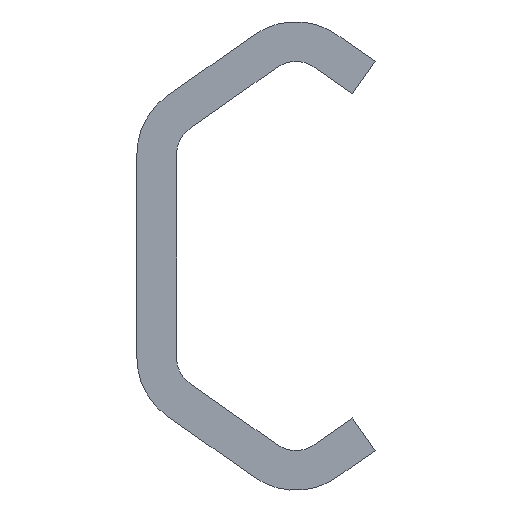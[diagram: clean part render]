
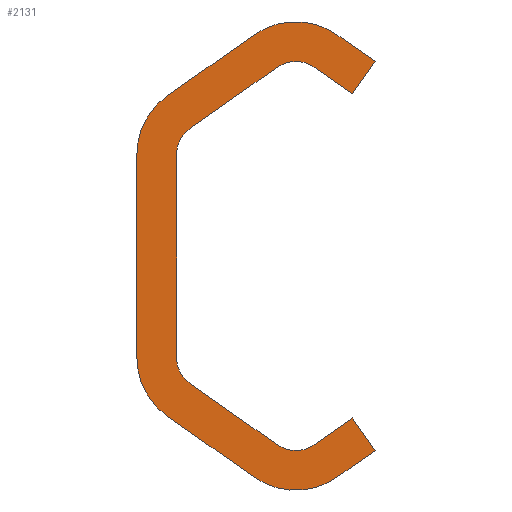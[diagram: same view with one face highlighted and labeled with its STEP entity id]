
A CAD part, left-side view. The second image highlights one B-rep face of the part: STEP entity #2131.
In plain terms, the highlighted planar face has unit normal (-1, 0, 0).
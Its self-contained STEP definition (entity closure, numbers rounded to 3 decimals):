
#1363=CARTESIAN_POINT('',(0.0,-5.0,12.246));
#1364=VERTEX_POINT('',#1363);
#1371=CARTESIAN_POINT('',(0.0,-3.567,10.2));
#1372=VERTEX_POINT('',#1371);
#1373=CARTESIAN_POINT('',(0.0,-5.0,12.246));
#1374=DIRECTION('',(0.0,0.574,-0.819));
#1375=VECTOR('',#1374,2.498);
#1376=LINE('',#1373,#1375);
#1377=EDGE_CURVE('',#1364,#1372,#1376,.T.);
#1401=CARTESIAN_POINT('',(0.0,-2.599,13.93));
#1402=VERTEX_POINT('',#1401);
#1409=CARTESIAN_POINT('',(0.0,-2.599,13.93));
#1410=DIRECTION('',(0.0,-0.819,-0.574));
#1411=VECTOR('',#1410,2.932);
#1412=LINE('',#1409,#1411);
#1413=EDGE_CURVE('',#1402,#1364,#1412,.T.);
#1433=CARTESIAN_POINT('',(0.0,2.596,13.932));
#1434=VERTEX_POINT('',#1433);
#1441=CARTESIAN_POINT('',(0.0,0.,10.222));
#1442=DIRECTION('',(1.0,0.0,0.0));
#1443=DIRECTION('',(0.0,0.573,0.819));
#1444=AXIS2_PLACEMENT_3D('',#1441,#1442,#1443);
#1445=CIRCLE('',#1444,4.528);
#1446=EDGE_CURVE('',#1434,#1402,#1445,.T.);
#1465=CARTESIAN_POINT('',(0.0,8.068,10.102));
#1466=VERTEX_POINT('',#1465);
#1473=CARTESIAN_POINT('',(0.0,8.068,10.102));
#1474=DIRECTION('',(0.0,-0.819,0.573));
#1475=VECTOR('',#1474,6.679);
#1476=LINE('',#1473,#1475);
#1477=EDGE_CURVE('',#1466,#1434,#1476,.T.);
#1497=CARTESIAN_POINT('',(0.0,10.0,6.392));
#1498=VERTEX_POINT('',#1497);
#1505=CARTESIAN_POINT('',(0.0,5.472,6.392));
#1506=DIRECTION('',(1.0,0.0,0.0));
#1507=DIRECTION('',(0.0,1.0,0.0));
#1508=AXIS2_PLACEMENT_3D('',#1505,#1506,#1507);
#1509=CIRCLE('',#1508,4.528);
#1510=EDGE_CURVE('',#1498,#1466,#1509,.T.);
#1529=CARTESIAN_POINT('',(0.0,10.0,-6.393));
#1530=VERTEX_POINT('',#1529);
#1537=CARTESIAN_POINT('',(0.0,10.0,-6.393));
#1538=DIRECTION('',(0.0,0.0,1.0));
#1539=VECTOR('',#1538,12.785);
#1540=LINE('',#1537,#1539);
#1541=EDGE_CURVE('',#1530,#1498,#1540,.T.);
#1621=CARTESIAN_POINT('',(0.0,8.069,-10.102));
#1622=VERTEX_POINT('',#1621);
#1629=CARTESIAN_POINT('',(0.0,5.472,-6.393));
#1630=DIRECTION('',(1.0,0.0,0.0));
#1631=DIRECTION('',(0.0,0.574,-0.819));
#1632=AXIS2_PLACEMENT_3D('',#1629,#1630,#1631);
#1633=CIRCLE('',#1632,4.528);
#1634=EDGE_CURVE('',#1622,#1530,#1633,.T.);
#1653=CARTESIAN_POINT('',(0.0,2.599,-13.932));
#1654=VERTEX_POINT('',#1653);
#1661=CARTESIAN_POINT('',(0.0,2.599,-13.932));
#1662=DIRECTION('',(0.0,0.819,0.574));
#1663=VECTOR('',#1662,6.678);
#1664=LINE('',#1661,#1663);
#1665=EDGE_CURVE('',#1654,#1622,#1664,.T.);
#1685=CARTESIAN_POINT('',(0.0,-2.598,-13.931));
#1686=VERTEX_POINT('',#1685);
#1693=CARTESIAN_POINT('',(0.0,0.002,-10.223));
#1694=DIRECTION('',(1.0,0.0,0.0));
#1695=DIRECTION('',(0.0,-0.574,-0.819));
#1696=AXIS2_PLACEMENT_3D('',#1693,#1694,#1695);
#1697=CIRCLE('',#1696,4.528);
#1698=EDGE_CURVE('',#1686,#1654,#1697,.T.);
#1717=CARTESIAN_POINT('',(0.0,-5.0,-12.246));
#1718=VERTEX_POINT('',#1717);
#1725=CARTESIAN_POINT('',(0.0,-5.0,-12.246));
#1726=DIRECTION('',(0.0,0.819,-0.574));
#1727=VECTOR('',#1726,2.934);
#1728=LINE('',#1725,#1727);
#1729=EDGE_CURVE('',#1718,#1686,#1728,.T.);
#1748=CARTESIAN_POINT('',(0.0,-3.567,-10.2));
#1749=VERTEX_POINT('',#1748);
#1756=CARTESIAN_POINT('',(0.0,-3.567,-10.2));
#1757=DIRECTION('',(0.0,-0.574,-0.819));
#1758=VECTOR('',#1757,2.498);
#1759=LINE('',#1756,#1758);
#1760=EDGE_CURVE('',#1749,#1718,#1759,.T.);
#1779=CARTESIAN_POINT('',(0.0,-1.163,-11.883));
#1780=VERTEX_POINT('',#1779);
#1787=CARTESIAN_POINT('',(0.0,-1.163,-11.883));
#1788=DIRECTION('',(0.0,-0.819,0.574));
#1789=VECTOR('',#1788,2.935);
#1790=LINE('',#1787,#1789);
#1791=EDGE_CURVE('',#1780,#1749,#1790,.T.);
#1811=CARTESIAN_POINT('',(0.0,1.163,-11.883));
#1812=VERTEX_POINT('',#1811);
#1819=CARTESIAN_POINT('',(0.0,0.,-10.222));
#1820=DIRECTION('',(-1.0,0.0,0.0));
#1821=DIRECTION('',(0.0,0.574,0.819));
#1822=AXIS2_PLACEMENT_3D('',#1819,#1820,#1821);
#1823=CIRCLE('',#1822,2.028);
#1824=EDGE_CURVE('',#1812,#1780,#1823,.T.);
#1843=CARTESIAN_POINT('',(0.0,6.635,-8.052));
#1844=VERTEX_POINT('',#1843);
#1851=CARTESIAN_POINT('',(0.0,6.635,-8.052));
#1852=DIRECTION('',(0.0,-0.819,-0.574));
#1853=VECTOR('',#1852,6.68);
#1854=LINE('',#1851,#1853);
#1855=EDGE_CURVE('',#1844,#1812,#1854,.T.);
#1875=CARTESIAN_POINT('',(0.0,7.5,-6.39));
#1876=VERTEX_POINT('',#1875);
#1883=CARTESIAN_POINT('',(0.0,5.472,-6.39));
#1884=DIRECTION('',(-1.0,0.0,0.0));
#1885=DIRECTION('',(0.0,-0.574,0.819));
#1886=AXIS2_PLACEMENT_3D('',#1883,#1884,#1885);
#1887=CIRCLE('',#1886,2.028);
#1888=EDGE_CURVE('',#1876,#1844,#1887,.T.);
#1907=CARTESIAN_POINT('',(0.0,7.5,6.39));
#1908=VERTEX_POINT('',#1907);
#1915=CARTESIAN_POINT('',(0.0,7.5,6.39));
#1916=DIRECTION('',(0.0,0.0,-1.0));
#1917=VECTOR('',#1916,12.781);
#1918=LINE('',#1915,#1917);
#1919=EDGE_CURVE('',#1908,#1876,#1918,.T.);
#1999=CARTESIAN_POINT('',(0.0,6.635,8.052));
#2000=VERTEX_POINT('',#1999);
#2007=CARTESIAN_POINT('',(0.0,5.472,6.39));
#2008=DIRECTION('',(-1.0,0.0,0.0));
#2009=DIRECTION('',(0.0,-1.0,0.0));
#2010=AXIS2_PLACEMENT_3D('',#2007,#2008,#2009);
#2011=CIRCLE('',#2010,2.028);
#2012=EDGE_CURVE('',#2000,#1908,#2011,.T.);
#2031=CARTESIAN_POINT('',(0.0,1.163,11.883));
#2032=VERTEX_POINT('',#2031);
#2039=CARTESIAN_POINT('',(0.0,1.163,11.883));
#2040=DIRECTION('',(0.0,0.819,-0.574));
#2041=VECTOR('',#2040,6.68);
#2042=LINE('',#2039,#2041);
#2043=EDGE_CURVE('',#2032,#2000,#2042,.T.);
#2063=CARTESIAN_POINT('',(0.0,-1.163,11.883));
#2064=VERTEX_POINT('',#2063);
#2071=CARTESIAN_POINT('',(0.0,0.,10.222));
#2072=DIRECTION('',(-1.0,0.0,0.0));
#2073=DIRECTION('',(0.0,-0.574,-0.819));
#2074=AXIS2_PLACEMENT_3D('',#2071,#2072,#2073);
#2075=CIRCLE('',#2074,2.028);
#2076=EDGE_CURVE('',#2064,#2032,#2075,.T.);
#2094=CARTESIAN_POINT('',(0.0,-3.567,10.2));
#2095=DIRECTION('',(0.0,0.819,0.574));
#2096=VECTOR('',#2095,2.935);
#2097=LINE('',#2094,#2096);
#2098=EDGE_CURVE('',#1372,#2064,#2097,.T.);
#2104=CARTESIAN_POINT('',(0.0,4.08,0.));
#2105=DIRECTION('',(1.0,0.0,0.0));
#2106=DIRECTION('',(0.0,0.0,-1.0));
#2107=AXIS2_PLACEMENT_3D('',#2104,#2105,#2106);
#2108=PLANE('',#2107);
#2109=ORIENTED_EDGE('',*,*,#2098,.F.);
#2110=ORIENTED_EDGE('',*,*,#1377,.F.);
#2111=ORIENTED_EDGE('',*,*,#1413,.F.);
#2112=ORIENTED_EDGE('',*,*,#1446,.F.);
#2113=ORIENTED_EDGE('',*,*,#1477,.F.);
#2114=ORIENTED_EDGE('',*,*,#1510,.F.);
#2115=ORIENTED_EDGE('',*,*,#1541,.F.);
#2116=ORIENTED_EDGE('',*,*,#1634,.F.);
#2117=ORIENTED_EDGE('',*,*,#1665,.F.);
#2118=ORIENTED_EDGE('',*,*,#1698,.F.);
#2119=ORIENTED_EDGE('',*,*,#1729,.F.);
#2120=ORIENTED_EDGE('',*,*,#1760,.F.);
#2121=ORIENTED_EDGE('',*,*,#1791,.F.);
#2122=ORIENTED_EDGE('',*,*,#1824,.F.);
#2123=ORIENTED_EDGE('',*,*,#1855,.F.);
#2124=ORIENTED_EDGE('',*,*,#1888,.F.);
#2125=ORIENTED_EDGE('',*,*,#1919,.F.);
#2126=ORIENTED_EDGE('',*,*,#2012,.F.);
#2127=ORIENTED_EDGE('',*,*,#2043,.F.);
#2128=ORIENTED_EDGE('',*,*,#2076,.F.);
#2129=EDGE_LOOP('',(#2109,#2110,#2111,#2112,#2113,#2114,#2115,#2116,#2117,#2118,#2119,#2120,#2121,#2122,#2123,#2124,#2125,#2126,#2127,#2128));
#2130=FACE_OUTER_BOUND('',#2129,.T.);
#2131=ADVANCED_FACE('',(#2130),#2108,.F.);
